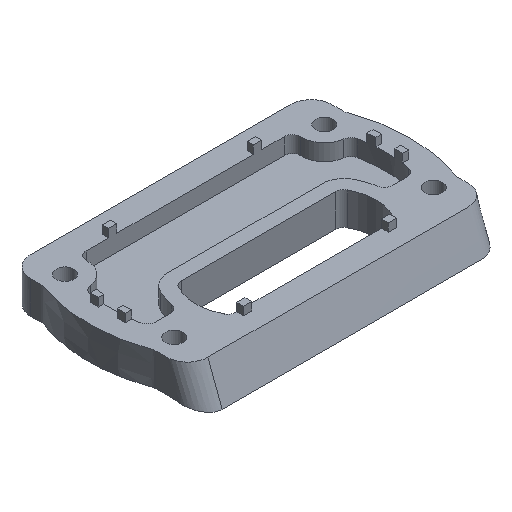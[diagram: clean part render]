
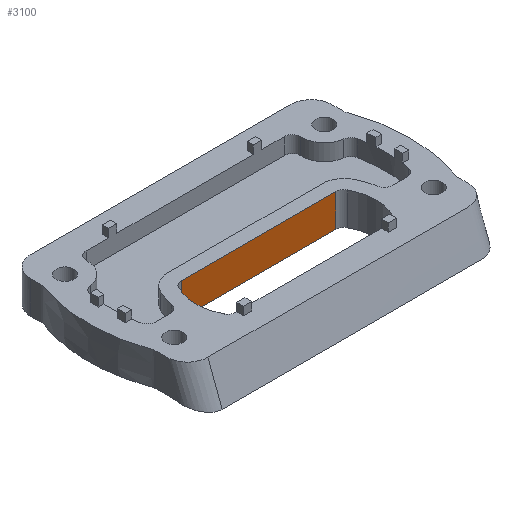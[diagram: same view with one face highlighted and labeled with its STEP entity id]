
A CAD part, isometric view. The second image highlights one B-rep face of the part: STEP entity #3100.
In plain terms, the highlighted planar face has unit normal (0, -1, 0).
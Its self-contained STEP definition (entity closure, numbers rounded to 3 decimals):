
#12 = EDGE_LOOP ( 'NONE', ( #3929, #2515, #3267, #1743 ) ) ;
#133 = LINE ( 'NONE', #887, #3312 ) ;
#167 = CARTESIAN_POINT ( 'NONE',  ( 28.288, -3.386, -50.5 ) ) ;
#402 = CARTESIAN_POINT ( 'NONE',  ( -28.288, -3.386, -50.5 ) ) ;
#559 = DIRECTION ( 'NONE',  ( 1., 0., 0. ) ) ;
#594 = CARTESIAN_POINT ( 'NONE',  ( -116.5, -3.386, -62.5 ) ) ;
#775 = DIRECTION ( 'NONE',  ( 0., 0., 1. ) ) ;
#782 = PLANE ( 'NONE',  #2498 ) ;
#849 = CARTESIAN_POINT ( 'NONE',  ( 28.288, -3.386, -50.5 ) ) ;
#861 = EDGE_CURVE ( 'NONE', #2908, #1919, #133, .T. ) ;
#887 = CARTESIAN_POINT ( 'NONE',  ( 30., -3.386, -50.5 ) ) ;
#1246 = EDGE_CURVE ( 'NONE', #1698, #3514, #3478, .T. ) ;
#1480 = CARTESIAN_POINT ( 'NONE',  ( -28.288, -3.386, -62.5 ) ) ;
#1496 = VECTOR ( 'NONE', #2809, 1000. ) ;
#1641 = DIRECTION ( 'NONE',  ( -1., 0., 0. ) ) ;
#1665 = CARTESIAN_POINT ( 'NONE',  ( 28.288, -3.386, -62.5 ) ) ;
#1698 = VERTEX_POINT ( 'NONE', #1480 ) ;
#1743 = ORIENTED_EDGE ( 'NONE', *, *, #3729, .T. ) ;
#1820 = DIRECTION ( 'NONE',  ( -1., 0., 0. ) ) ;
#1919 = VERTEX_POINT ( 'NONE', #402 ) ;
#2252 = LINE ( 'NONE', #3701, #1496 ) ;
#2422 = VECTOR ( 'NONE', #559, 1000. ) ;
#2498 = AXIS2_PLACEMENT_3D ( 'NONE', #3447, #3757, #1641 ) ;
#2515 = ORIENTED_EDGE ( 'NONE', *, *, #3063, .T. ) ;
#2577 = VECTOR ( 'NONE', #775, 1000. ) ;
#2809 = DIRECTION ( 'NONE',  ( 0., 0., -1. ) ) ;
#2908 = VERTEX_POINT ( 'NONE', #849 ) ;
#3031 = FACE_OUTER_BOUND ( 'NONE', #12, .T. ) ;
#3063 = EDGE_CURVE ( 'NONE', #1919, #1698, #2252, .T. ) ;
#3100 = ADVANCED_FACE ( 'NONE', ( #3031 ), #782, .F. ) ;
#3267 = ORIENTED_EDGE ( 'NONE', *, *, #1246, .T. ) ;
#3312 = VECTOR ( 'NONE', #1820, 1000. ) ;
#3400 = LINE ( 'NONE', #167, #2577 ) ;
#3447 = CARTESIAN_POINT ( 'NONE',  ( 30., -3.386, -138.5 ) ) ;
#3478 = LINE ( 'NONE', #594, #2422 ) ;
#3514 = VERTEX_POINT ( 'NONE', #1665 ) ;
#3701 = CARTESIAN_POINT ( 'NONE',  ( -28.288, -3.386, -62.5 ) ) ;
#3729 = EDGE_CURVE ( 'NONE', #3514, #2908, #3400, .T. ) ;
#3757 = DIRECTION ( 'NONE',  ( 0., 1., 0. ) ) ;
#3929 = ORIENTED_EDGE ( 'NONE', *, *, #861, .T. ) ;
